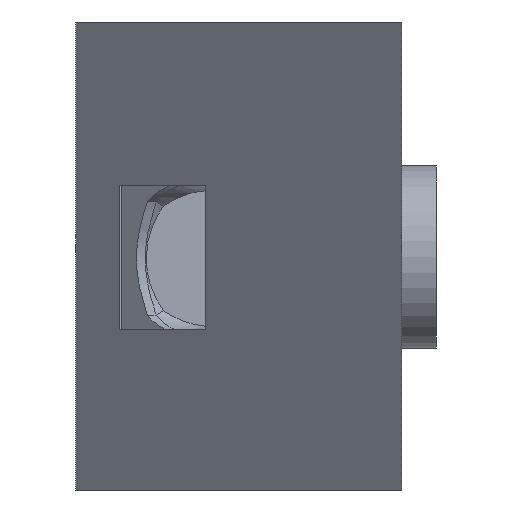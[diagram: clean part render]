
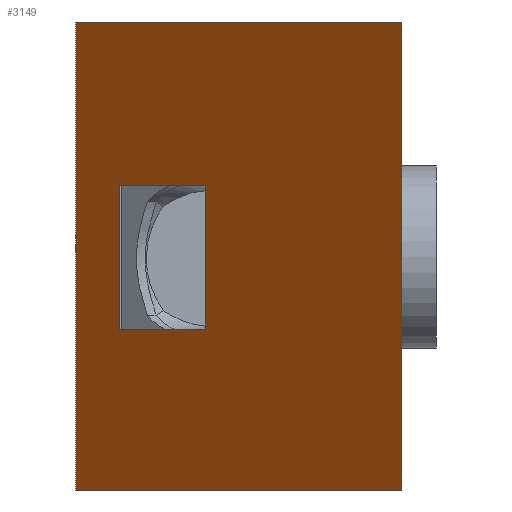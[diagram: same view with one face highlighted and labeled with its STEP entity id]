
A CAD part, left-side view. The second image highlights one B-rep face of the part: STEP entity #3149.
In plain terms, the highlighted planar face has unit normal (-0.707, 0.707, 0).
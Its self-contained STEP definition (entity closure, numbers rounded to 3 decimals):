
#267=FACE_BOUND('',#519,.T.);
#354=FACE_OUTER_BOUND('',#518,.T.);
#518=EDGE_LOOP('',(#2254,#2255,#2256,#2257));
#519=EDGE_LOOP('',(#2258,#2259,#2260,#2261));
#658=LINE('',#4088,#925);
#662=LINE('',#4104,#929);
#678=LINE('',#4195,#945);
#695=LINE('',#4246,#962);
#755=LINE('',#4865,#1022);
#759=LINE('',#4871,#1026);
#762=LINE('',#4876,#1029);
#766=LINE('',#4929,#1033);
#925=VECTOR('',#3468,10.);
#929=VECTOR('',#3476,10.);
#945=VECTOR('',#3504,10.);
#962=VECTOR('',#3531,10.);
#1022=VECTOR('',#3621,10.);
#1026=VECTOR('',#3627,10.);
#1029=VECTOR('',#3632,10.);
#1033=VECTOR('',#3646,1000.);
#1195=VERTEX_POINT('',#4085);
#1196=VERTEX_POINT('',#4087);
#1198=VERTEX_POINT('',#4102);
#1217=VERTEX_POINT('',#4193);
#1295=VERTEX_POINT('',#4862);
#1296=VERTEX_POINT('',#4864);
#1297=VERTEX_POINT('',#4869);
#1298=VERTEX_POINT('',#4874);
#1531=EDGE_CURVE('',#1195,#1196,#658,.T.);
#1536=EDGE_CURVE('',#1195,#1198,#662,.T.);
#1560=EDGE_CURVE('',#1217,#1198,#678,.T.);
#1580=EDGE_CURVE('',#1217,#1196,#695,.T.);
#1669=EDGE_CURVE('',#1295,#1296,#755,.T.);
#1673=EDGE_CURVE('',#1297,#1295,#759,.T.);
#1676=EDGE_CURVE('',#1297,#1298,#762,.T.);
#1681=EDGE_CURVE('',#1296,#1298,#766,.T.);
#2254=ORIENTED_EDGE('',*,*,#1673,.F.);
#2255=ORIENTED_EDGE('',*,*,#1676,.T.);
#2256=ORIENTED_EDGE('',*,*,#1681,.F.);
#2257=ORIENTED_EDGE('',*,*,#1669,.F.);
#2258=ORIENTED_EDGE('',*,*,#1531,.F.);
#2259=ORIENTED_EDGE('',*,*,#1536,.T.);
#2260=ORIENTED_EDGE('',*,*,#1560,.F.);
#2261=ORIENTED_EDGE('',*,*,#1580,.T.);
#3041=PLANE('',#3321);
#3149=ADVANCED_FACE('',(#354,#267),#3041,.T.);
#3321=AXIS2_PLACEMENT_3D('',#4928,#3644,#3645);
#3468=DIRECTION('',(-0.707,-0.707,0.));
#3476=DIRECTION('',(0.,0.,1.));
#3504=DIRECTION('',(0.707,0.707,0.));
#3531=DIRECTION('',(0.,0.,-1.));
#3621=DIRECTION('',(0.707,0.707,0.));
#3627=DIRECTION('',(0.,0.,-1.));
#3632=DIRECTION('',(0.707,0.707,0.));
#3644=DIRECTION('center_axis',(-0.707,0.707,0.));
#3645=DIRECTION('ref_axis',(-0.707,-0.707,0.));
#3646=DIRECTION('',(0.,0.,1.));
#4085=CARTESIAN_POINT('',(58.749,47.545,-9.643));
#4087=CARTESIAN_POINT('',(46.261,35.057,-9.643));
#4088=CARTESIAN_POINT('',(26.484,15.28,-9.643));
#4102=CARTESIAN_POINT('',(58.749,47.545,11.357));
#4104=CARTESIAN_POINT('',(58.749,47.545,-5.776));
#4193=CARTESIAN_POINT('',(46.261,35.057,11.357));
#4195=CARTESIAN_POINT('',(32.728,21.524,11.357));
#4246=CARTESIAN_POINT('',(46.261,35.057,7.724));
#4862=CARTESIAN_POINT('',(17.73,6.526,-32.91));
#4864=CARTESIAN_POINT('',(65.113,53.91,-32.91));
#4865=CARTESIAN_POINT('',(64.972,53.768,-32.91));
#4869=CARTESIAN_POINT('',(17.73,6.526,35.09));
#4871=CARTESIAN_POINT('',(17.73,6.526,1.09));
#4874=CARTESIAN_POINT('',(65.113,53.91,35.09));
#4876=CARTESIAN_POINT('',(64.972,53.768,35.09));
#4928=CARTESIAN_POINT('Origin',(6.706,-4.497,1.09));
#4929=CARTESIAN_POINT('',(65.113,53.91,-32.91));
